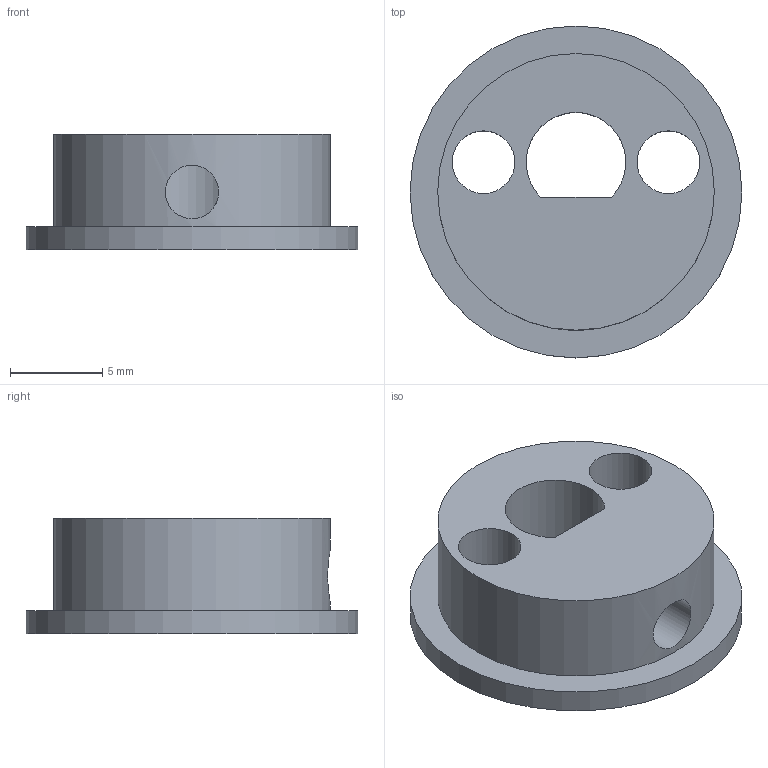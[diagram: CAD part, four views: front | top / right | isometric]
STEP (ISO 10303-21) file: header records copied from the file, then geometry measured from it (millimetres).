
FILE_DESCRIPTION(/* description */ ('STEP AP242','CAx-IF Rec.Pracs.---Representation and Presentation of Product Manufacturing Information (PMI)---4.0---2014-10-13','CAx-IF Rec.Pracs.---3D Tessellated Geometry---0.4---2014-09-14','2;1'),/* implementation_level */ '2;1');
FILE_NAME(/* name */ '65d8d6703d8d1747465adc3a',/* time_stamp */ '2024-02-23T17:31:28Z',/* author */ (''),/* organization */ (''),/* preprocessor_version */ 'ST-DEVELOPER v19.4',/* originating_system */ ' ',/* authorisation */ ' ');
FILE_SCHEMA (('AP242_MANAGED_MODEL_BASED_3D_ENGINEERING_MIM_LF { 1 0 10303 442 1 1 4 }'));
Length unit declared in the file: metre
Products named in the file (1): Disc 2 Hub
Bounding box: 18 x 18 x 6.25 mm (x, y, z)
Volume: 910.9 mm3; surface area: 1026 mm2
Topology: 1 solids, 1 shells, 10 faces, 21 edges, 14 vertices
Faces by surface type: cylinder 6, plane 4
Full cylindrical faces by diameter (mm): 2.9 x1, 3.4 x2, 15 x1, 18 x1
Entity records: 297 total; most frequent: CARTESIAN_POINT 51, DIRECTION 48, ORIENTED_EDGE 32, EDGE_LOOP 24, FACE_BOUND 24, AXIS2_PLACEMENT_3D 22, EDGE_CURVE 16, VERTEX_POINT 14
